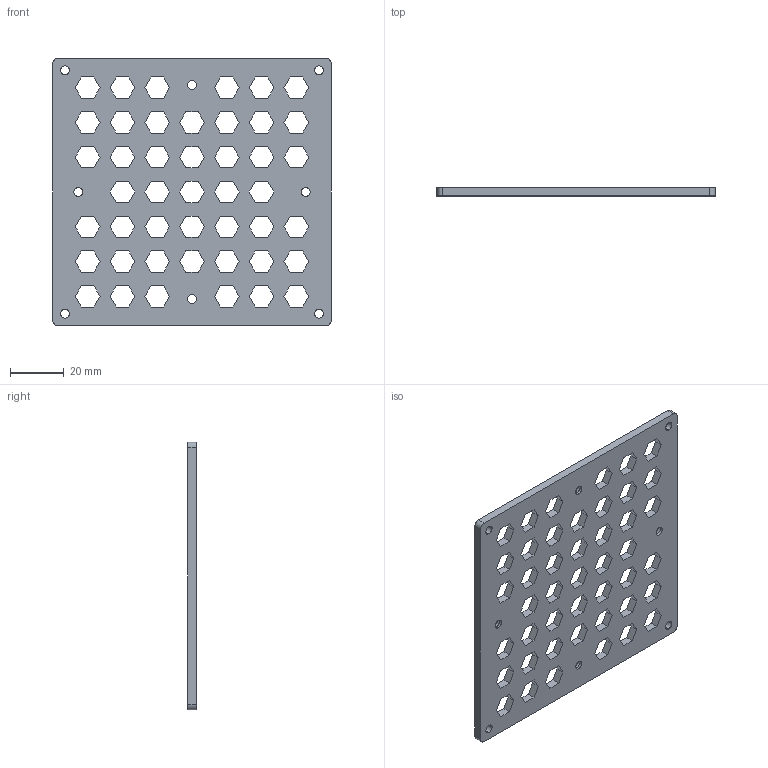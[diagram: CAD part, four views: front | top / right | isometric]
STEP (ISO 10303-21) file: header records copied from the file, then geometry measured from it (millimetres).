
FILE_DESCRIPTION (( 'STEP AP203' ), '1' );
FILE_NAME ('階啣 樓酗.STEP', '2022-10-18T03:25:38', ( '攣夔' ), ( '' ), 'SwSTEP 2.0', 'SolidWorks 2019', '' );
FILE_SCHEMA (( 'CONFIG_CONTROL_DESIGN' ));
Length unit declared in the file: millimetre
Products named in the file (1): 階啣 樓酗
Bounding box: 104 x 3 x 100 mm (x, y, z)
Volume: 23344.2 mm3; surface area: 20939.6 mm2
Topology: 1 solids, 1 shells, 308 faces, 906 edges, 604 vertices
Faces by surface type: plane 280, cylinder 28
Entity records: 10375 total; most frequent: CARTESIAN_POINT 1819, ORIENTED_EDGE 1812, DIRECTION 1580, EDGE_CURVE 906, LINE 850, VECTOR 850, VERTEX_POINT 604, EDGE_LOOP 418
